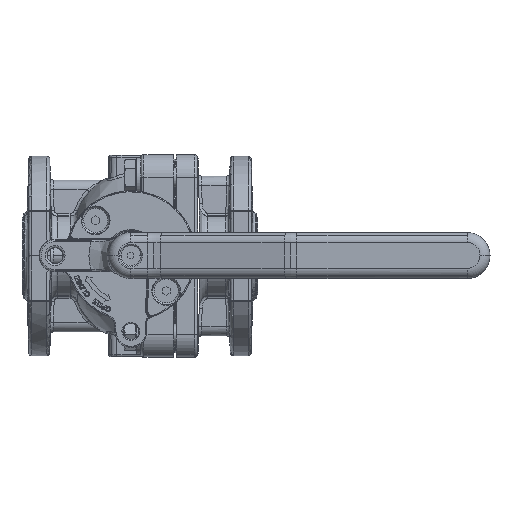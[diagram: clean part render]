
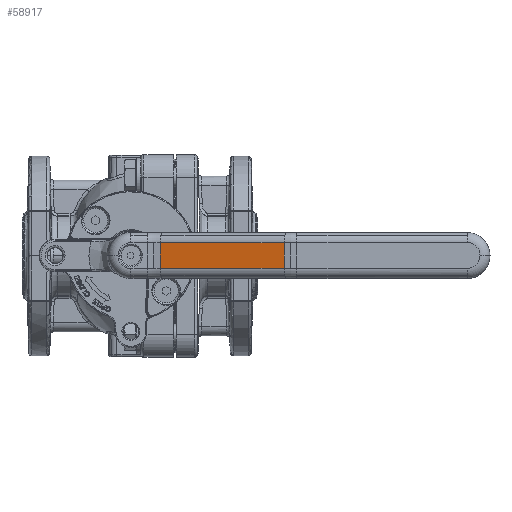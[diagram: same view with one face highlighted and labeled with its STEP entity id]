
A CAD part, top view. The second image highlights one B-rep face of the part: STEP entity #58917.
In plain terms, the highlighted planar face has unit normal (-0.214, 0, 0.977).
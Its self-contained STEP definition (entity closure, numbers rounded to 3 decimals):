
#58063=CARTESIAN_POINT('',(14.671,6.5,133.194));
#58064=VERTEX_POINT('',#58063);
#58117=CARTESIAN_POINT('',(76.829,6.5,146.806));
#58118=VERTEX_POINT('',#58117);
#58119=CARTESIAN_POINT('',(14.671,6.5,133.194));
#58120=DIRECTION('',(0.977,-0.,0.214));
#58121=VECTOR('',#58120,63.631);
#58122=LINE('',#58119,#58121);
#58123=EDGE_CURVE('',#58064,#58118,#58122,.T.);
#58779=CARTESIAN_POINT('',(76.829,-6.5,146.806));
#58780=VERTEX_POINT('',#58779);
#58833=CARTESIAN_POINT('',(14.671,-6.5,133.194));
#58834=VERTEX_POINT('',#58833);
#58835=CARTESIAN_POINT('',(76.829,-6.5,146.806));
#58836=DIRECTION('',(-0.977,0.,-0.214));
#58837=VECTOR('',#58836,63.631);
#58838=LINE('',#58835,#58837);
#58839=EDGE_CURVE('',#58780,#58834,#58838,.T.);
#58896=CARTESIAN_POINT('',(11.5,-0.,132.5));
#58897=DIRECTION('',(0.214,-0.,-0.977));
#58898=DIRECTION('',(0.977,-0.,0.214));
#58899=AXIS2_PLACEMENT_3D('',#58896,#58897,#58898);
#58900=PLANE('',#58899);
#58901=ORIENTED_EDGE('',*,*,#58123,.F.);
#58902=CARTESIAN_POINT('',(14.671,-6.5,133.194));
#58903=DIRECTION('',(0.,1.,0.));
#58904=VECTOR('',#58903,13.);
#58905=LINE('',#58902,#58904);
#58906=EDGE_CURVE('',#58834,#58064,#58905,.T.);
#58907=ORIENTED_EDGE('',*,*,#58906,.F.);
#58908=ORIENTED_EDGE('',*,*,#58839,.F.);
#58909=CARTESIAN_POINT('',(76.829,6.5,146.806));
#58910=DIRECTION('',(-0.,-1.,-0.));
#58911=VECTOR('',#58910,13.);
#58912=LINE('',#58909,#58911);
#58913=EDGE_CURVE('',#58118,#58780,#58912,.T.);
#58914=ORIENTED_EDGE('',*,*,#58913,.F.);
#58915=EDGE_LOOP('',(#58901,#58907,#58908,#58914));
#58916=FACE_BOUND('',#58915,.T.);
#58917=ADVANCED_FACE('',(#58916),#58900,.F.);
